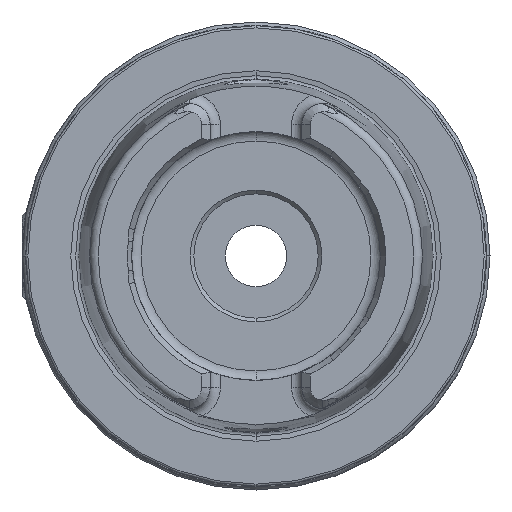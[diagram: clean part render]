
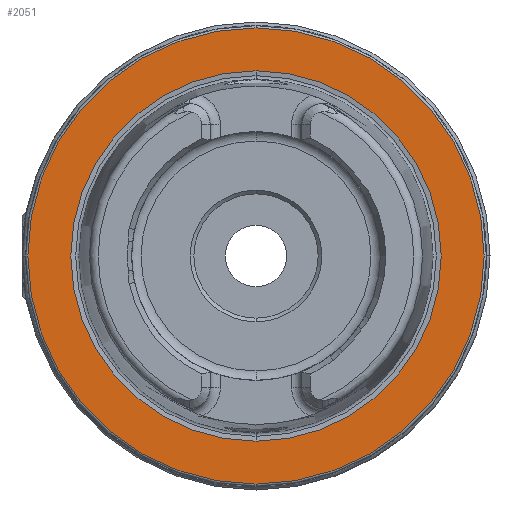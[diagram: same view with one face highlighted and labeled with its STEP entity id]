
A CAD part, left-side view. The second image highlights one B-rep face of the part: STEP entity #2051.
In plain terms, the highlighted planar face has unit normal (-1, 0, 0).
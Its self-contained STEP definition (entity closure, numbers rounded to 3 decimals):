
#293 = DIRECTION ( 'NONE',  ( 0., 0., 1. ) ) ;
#1102 = CARTESIAN_POINT ( 'NONE',  ( 0., 0., 0. ) ) ;
#1405 = CARTESIAN_POINT ( 'NONE',  ( 0., 0., 25.324 ) ) ;
#1479 = CARTESIAN_POINT ( 'NONE',  ( 0., 0., 0. ) ) ;
#1502 = CARTESIAN_POINT ( 'NONE',  ( 0., 31.2, 0. ) ) ;
#1636 = ORIENTED_EDGE ( 'NONE', *, *, #4660, .F. ) ;
#1951 = DIRECTION ( 'NONE',  ( 0., 0., 1. ) ) ;
#2010 = EDGE_CURVE ( 'NONE', #2694, #8966, #7737, .T. ) ;
#2051 = ADVANCED_FACE ( 'NONE', ( #3206, #5738 ), #6660, .F. ) ;
#2344 = DIRECTION ( 'NONE',  ( 0., 0., 1. ) ) ;
#2348 = AXIS2_PLACEMENT_3D ( 'NONE', #1102, #7070, #1951 ) ;
#2406 = DIRECTION ( 'NONE',  ( 1., 0., 0. ) ) ;
#2694 = VERTEX_POINT ( 'NONE', #1405 ) ;
#2718 = VERTEX_POINT ( 'NONE', #8256 ) ;
#3206 = FACE_BOUND ( 'NONE', #10658, .T. ) ;
#3217 = CARTESIAN_POINT ( 'NONE',  ( 0., 0., 31.2 ) ) ;
#3234 = CARTESIAN_POINT ( 'NONE',  ( 0., 0., 0. ) ) ;
#4065 = DIRECTION ( 'NONE',  ( 0., 0., 1. ) ) ;
#4288 = ORIENTED_EDGE ( 'NONE', *, *, #2010, .F. ) ;
#4504 = CIRCLE ( 'NONE', #8899, 25.324 ) ;
#4637 = CIRCLE ( 'NONE', #8853, 31.2 ) ;
#4660 = EDGE_CURVE ( 'NONE', #8966, #2694, #4504, .T. ) ;
#4879 = ORIENTED_EDGE ( 'NONE', *, *, #9258, .T. ) ;
#5279 = EDGE_CURVE ( 'NONE', #2718, #6146, #8795, .T. ) ;
#5421 = DIRECTION ( 'NONE',  ( -1., 0., 0. ) ) ;
#5738 = FACE_OUTER_BOUND ( 'NONE', #8376, .T. ) ;
#6146 = VERTEX_POINT ( 'NONE', #3217 ) ;
#6660 = PLANE ( 'NONE',  #10612 ) ;
#6754 = ORIENTED_EDGE ( 'NONE', *, *, #5279, .T. ) ;
#7070 = DIRECTION ( 'NONE',  ( -1., 0., 0. ) ) ;
#7187 = AXIS2_PLACEMENT_3D ( 'NONE', #3234, #9178, #4065 ) ;
#7436 = DIRECTION ( 'NONE',  ( -1., 0., 0. ) ) ;
#7737 = CIRCLE ( 'NONE', #7187, 25.324 ) ;
#8256 = CARTESIAN_POINT ( 'NONE',  ( 0., 0., -31.2 ) ) ;
#8350 = DIRECTION ( 'NONE',  ( 0., 0., -1. ) ) ;
#8376 = EDGE_LOOP ( 'NONE', ( #4879, #6754 ) ) ;
#8795 = CIRCLE ( 'NONE', #2348, 31.2 ) ;
#8853 = AXIS2_PLACEMENT_3D ( 'NONE', #10526, #5421, #293 ) ;
#8899 = AXIS2_PLACEMENT_3D ( 'NONE', #1479, #7436, #2344 ) ;
#8966 = VERTEX_POINT ( 'NONE', #10613 ) ;
#9178 = DIRECTION ( 'NONE',  ( -1., 0., 0. ) ) ;
#9258 = EDGE_CURVE ( 'NONE', #6146, #2718, #4637, .T. ) ;
#10526 = CARTESIAN_POINT ( 'NONE',  ( 0., 0., 0. ) ) ;
#10612 = AXIS2_PLACEMENT_3D ( 'NONE', #1502, #2406, #8350 ) ;
#10613 = CARTESIAN_POINT ( 'NONE',  ( 0., 0., -25.324 ) ) ;
#10658 = EDGE_LOOP ( 'NONE', ( #4288, #1636 ) ) ;
